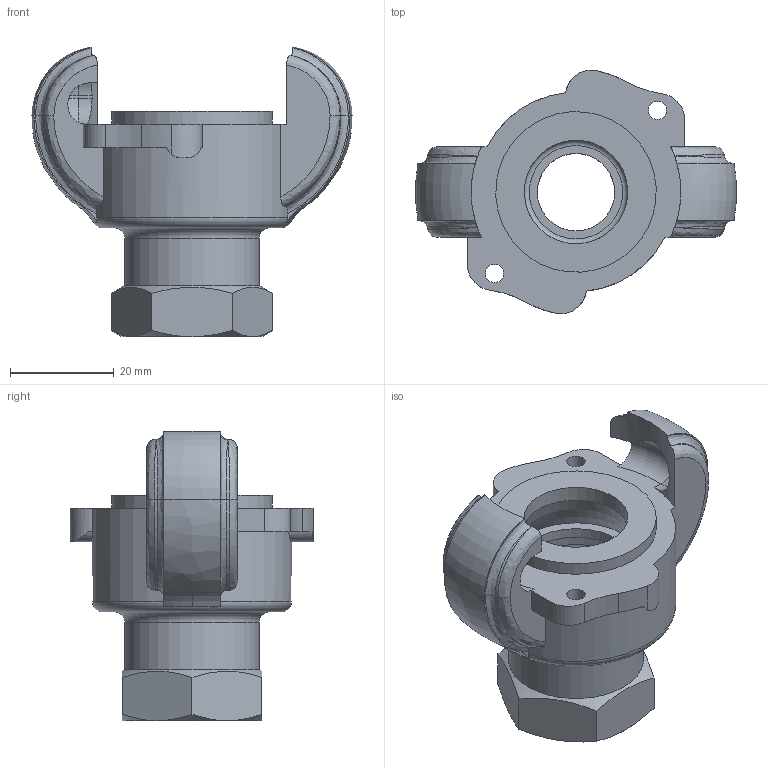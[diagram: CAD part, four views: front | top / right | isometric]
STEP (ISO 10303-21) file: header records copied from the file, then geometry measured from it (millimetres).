
FILE_DESCRIPTION(/* description */ (''),/* implementation_level */ '2;1');
FILE_NAME(/* name */ 'kia_38_bsp.stp',/* time_stamp */ '2020-04-08T09:30:46+02:00',/* author */ ('ertl'),/* organization */ (''),/* preprocessor_version */ 'ST-DEVELOPER v17',/* originating_system */ 'Autodesk Inventor 2018',/* authorisation */ '0 mm^3');
FILE_SCHEMA (('AUTOMOTIVE_DESIGN { 1 0 10303 214 3 1 1 }'));
Length unit declared in the file: millimetre
Products named in the file (1): kia_38_bsp
Bounding box: 61.89 x 47 x 55.85 mm (x, y, z)
Volume: 29210.8 mm3; surface area: 13723.7 mm2
Topology: 1 solids, 1 shells, 121 faces, 332 edges, 219 vertices
Faces by surface type: plane 34, cylinder 33, bspline 30, torus 16, cone 8
Full cylindrical faces by diameter (mm): 3.5 x2, 14.95 x1, 20 x2, 22 x1, 26 x1, 31 x1, 34 x1
Entity records: 5623 total; most frequent: CARTESIAN_POINT 2595, ORIENTED_EDGE 664, DIRECTION 519, EDGE_CURVE 332, VERTEX_POINT 219, AXIS2_PLACEMENT_3D 219, EDGE_LOOP 133, CIRCLE 127
